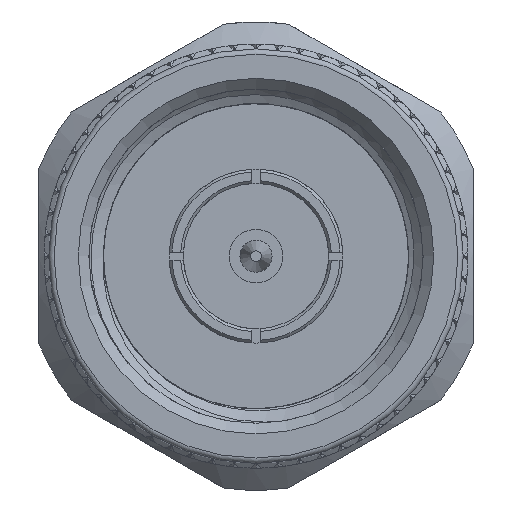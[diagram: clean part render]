
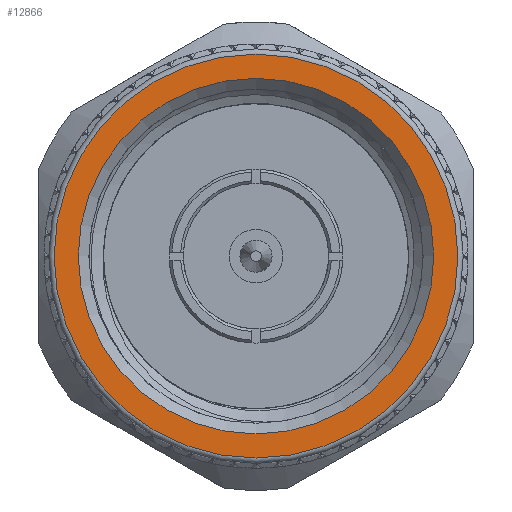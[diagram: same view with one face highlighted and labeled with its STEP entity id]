
A CAD part, left-side view. The second image highlights one B-rep face of the part: STEP entity #12866.
In plain terms, the highlighted planar face has unit normal (-1, 0, 0).
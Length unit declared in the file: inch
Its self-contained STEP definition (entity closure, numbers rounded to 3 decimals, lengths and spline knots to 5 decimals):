
#4308 = CIRCLE ( 'NONE', #77944, 0.3776 ) ;
#8242 = CARTESIAN_POINT ( 'NONE',  ( 0., 0., -0.3325 ) ) ;
#8636 = VERTEX_POINT ( 'NONE', #21773 ) ;
#9404 = DIRECTION ( 'NONE',  ( 0., 1., 0. ) ) ;
#12866 = ADVANCED_FACE ( 'NONE', ( #21362, #33681 ), #51120, .F. ) ;
#13966 = ORIENTED_EDGE ( 'NONE', *, *, #15431, .T. ) ;
#15431 = EDGE_CURVE ( 'NONE', #8636, #8636, #4308, .T. ) ;
#21362 = FACE_BOUND ( 'NONE', #47515, .T. ) ;
#21773 = CARTESIAN_POINT ( 'NONE',  ( 0., 0., -0.3776 ) ) ;
#22838 = DIRECTION ( 'NONE',  ( 0., 0., -1. ) ) ;
#23628 = CARTESIAN_POINT ( 'NONE',  ( 0., 0., 0. ) ) ;
#26123 = DIRECTION ( 'NONE',  ( 1., 0., 0. ) ) ;
#33681 = FACE_OUTER_BOUND ( 'NONE', #56936, .T. ) ;
#38101 = CIRCLE ( 'NONE', #48252, 0.3325 ) ;
#41821 = EDGE_CURVE ( 'NONE', #57100, #57100, #38101, .T. ) ;
#42841 = DIRECTION ( 'NONE',  ( 0., 0., -1. ) ) ;
#47515 = EDGE_LOOP ( 'NONE', ( #49695 ) ) ;
#48252 = AXIS2_PLACEMENT_3D ( 'NONE', #23628, #59365, #22838 ) ;
#49695 = ORIENTED_EDGE ( 'NONE', *, *, #41821, .T. ) ;
#50729 = CARTESIAN_POINT ( 'NONE',  ( 0., 0., 0. ) ) ;
#51120 = PLANE ( 'NONE',  #71534 ) ;
#56936 = EDGE_LOOP ( 'NONE', ( #13966 ) ) ;
#57100 = VERTEX_POINT ( 'NONE', #8242 ) ;
#59365 = DIRECTION ( 'NONE',  ( 1., 0., 0. ) ) ;
#61508 = DIRECTION ( 'NONE',  ( -1., 0., 0. ) ) ;
#71534 = AXIS2_PLACEMENT_3D ( 'NONE', #50729, #26123, #9404 ) ;
#73095 = CARTESIAN_POINT ( 'NONE',  ( 0., 0., 0. ) ) ;
#77944 = AXIS2_PLACEMENT_3D ( 'NONE', #73095, #61508, #42841 ) ;
